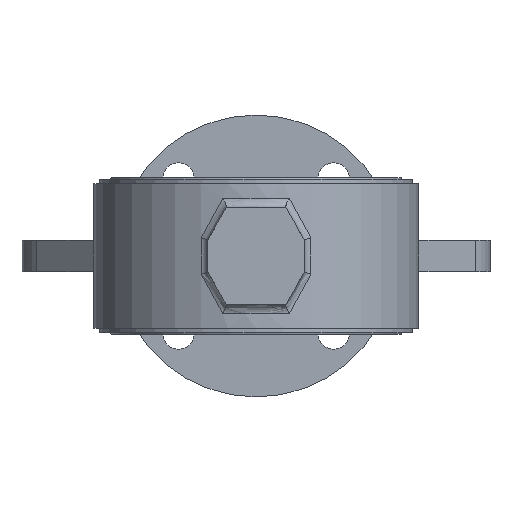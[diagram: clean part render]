
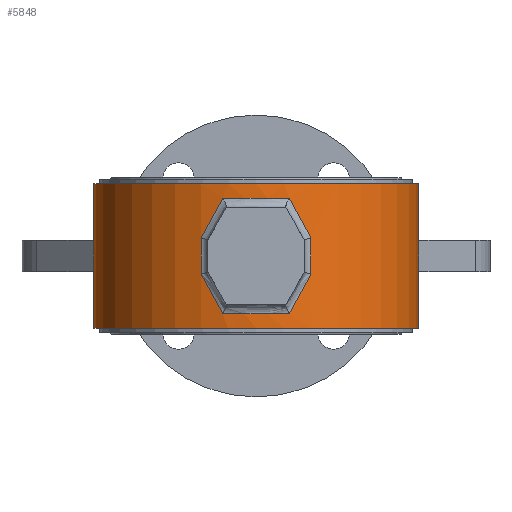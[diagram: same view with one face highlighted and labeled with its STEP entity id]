
A CAD part, front view. The second image highlights one B-rep face of the part: STEP entity #5848.
In plain terms, the highlighted cylindrical face has radius 51.9 mm (diameter 103.8 mm), a partial arc.
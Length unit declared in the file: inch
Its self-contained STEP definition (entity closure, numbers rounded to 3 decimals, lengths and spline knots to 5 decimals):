
#82 = CARTESIAN_POINT ( 'NONE',  ( 1.40076, 0.41933, 1.8523 ) ) ;
#170 = CARTESIAN_POINT ( 'NONE',  ( 1.30903, 0.43852, 2.0221 ) ) ;
#402 = CARTESIAN_POINT ( 'NONE',  ( 1.40076, 0.41933, 1.8523 ) ) ;
#490 = VECTOR ( 'NONE', #3882, 39.37008 ) ;
#510 = VECTOR ( 'NONE', #7077, 39.37008 ) ;
#552 = EDGE_CURVE ( 'NONE', #9686, #3274, #8712, .T. ) ;
#666 = CARTESIAN_POINT ( 'NONE',  ( 2.41943, 0.46396, 2.97222 ) ) ;
#705 = ORIENTED_EDGE ( 'NONE', *, *, #6814, .T. ) ;
#785 = CIRCLE ( 'NONE', #7823, 2.04331 ) ;
#1060 = AXIS2_PLACEMENT_3D ( 'NONE', #7756, #4010, #6804 ) ;
#1117 = CARTESIAN_POINT ( 'NONE',  ( 1.40076, 0.41933, 3.30899 ) ) ;
#1123 = CARTESIAN_POINT ( 'NONE',  ( 2.50766, 0.49554, 3.40741 ) ) ;
#1255 = CARTESIAN_POINT ( 'NONE',  ( 1.81913, 2.41935, 3.30899 ) ) ;
#1258 = EDGE_CURVE ( 'NONE', #5853, #12123, #4106, .T. ) ;
#1265 = CIRCLE ( 'NONE', #8728, 2.04331 ) ;
#1610 = FACE_BOUND ( 'NONE', #11432, .T. ) ;
#1629 = CARTESIAN_POINT ( 'NONE',  ( 1.1306, 0.49554, 3.40741 ) ) ;
#1656 = ORIENTED_EDGE ( 'NONE', *, *, #7193, .T. ) ;
#1784 = EDGE_CURVE ( 'NONE', #3274, #5872, #10139, .T. ) ;
#1803 = EDGE_CURVE ( 'NONE', #12199, #8638, #1265, .T. ) ;
#1857 = AXIS2_PLACEMENT_3D ( 'NONE', #7933, #9656, #11775 ) ;
#1962 = CARTESIAN_POINT ( 'NONE',  ( 1.40076, 0.41933, 3.30899 ) ) ;
#1994 = ORIENTED_EDGE ( 'NONE', *, *, #552, .T. ) ;
#2048 = CARTESIAN_POINT ( 'NONE',  ( 1.30903, 0.43852, 3.13919 ) ) ;
#2569 = DIRECTION ( 'NONE',  ( 0., 0., 1. ) ) ;
#2727 = CARTESIAN_POINT ( 'NONE',  ( -0.22418, 2.41935, 1.67387 ) ) ;
#2780 = DIRECTION ( 'NONE',  ( 0., 0., -1. ) ) ;
#2801 = EDGE_LOOP ( 'NONE', ( #4190, #10373, #7733, #11822 ) ) ;
#2805 = CARTESIAN_POINT ( 'NONE',  ( 1.81913, 2.41935, 3.40741 ) ) ;
#2902 = ORIENTED_EDGE ( 'NONE', *, *, #3718, .T. ) ;
#3003 = AXIS2_PLACEMENT_3D ( 'NONE', #2805, #6657, #7666 ) ;
#3107 = ORIENTED_EDGE ( 'NONE', *, *, #3374, .T. ) ;
#3126 = CARTESIAN_POINT ( 'NONE',  ( 1.1306, 0.49554, 2.80889 ) ) ;
#3256 =( BOUNDED_CURVE ( )  B_SPLINE_CURVE ( 3, ( #402, #170, #3980, #5179 ),
 .UNSPECIFIED., .F., .F. ) 
 B_SPLINE_CURVE_WITH_KNOTS ( ( 4, 4 ),
 ( 1.77701, 1.91449 ),
 .UNSPECIFIED. ) 
 CURVE ( )  GEOMETRIC_REPRESENTATION_ITEM ( )  RATIONAL_B_SPLINE_CURVE ( ( 1., 0.998, 0.998, 1. ) ) 
 REPRESENTATION_ITEM ( '' )  );
#3274 = VERTEX_POINT ( 'NONE', #12004 ) ;
#3374 = EDGE_CURVE ( 'NONE', #8638, #9686, #11406, .T. ) ;
#3531 = CARTESIAN_POINT ( 'NONE',  ( 2.23751, 0.41933, 3.30899 ) ) ;
#3708 = CARTESIAN_POINT ( 'NONE',  ( -0.22418, 2.41935, 3.40741 ) ) ;
#3718 = EDGE_CURVE ( 'NONE', #5872, #11131, #785, .T. ) ;
#3882 = DIRECTION ( 'NONE',  ( 0., 0., -1. ) ) ;
#3980 = CARTESIAN_POINT ( 'NONE',  ( 1.21883, 0.46396, 2.18906 ) ) ;
#4010 = DIRECTION ( 'NONE',  ( 0., 0., 1. ) ) ;
#4015 = ORIENTED_EDGE ( 'NONE', *, *, #6284, .T. ) ;
#4106 = LINE ( 'NONE', #7014, #510 ) ;
#4152 = DIRECTION ( 'NONE',  ( -1., 0., 0. ) ) ;
#4190 = ORIENTED_EDGE ( 'NONE', *, *, #1258, .F. ) ;
#4380 = VERTEX_POINT ( 'NONE', #7712 ) ;
#4626 = VECTOR ( 'NONE', #2569, 39.37008 ) ;
#4647 = VECTOR ( 'NONE', #2780, 39.37008 ) ;
#4682 = CIRCLE ( 'NONE', #1060, 2.04331 ) ;
#4849 = CARTESIAN_POINT ( 'NONE',  ( 2.32923, 0.43852, 2.0221 ) ) ;
#5048 = DIRECTION ( 'NONE',  ( 0., 0., 1. ) ) ;
#5179 = CARTESIAN_POINT ( 'NONE',  ( 1.1306, 0.49554, 2.3524 ) ) ;
#5406 = ORIENTED_EDGE ( 'NONE', *, *, #1803, .T. ) ;
#5418 = VERTEX_POINT ( 'NONE', #9394 ) ;
#5804 = VERTEX_POINT ( 'NONE', #6278 ) ;
#5848 = ADVANCED_FACE ( 'NONE', ( #6589, #1610 ), #8498, .T. ) ;
#5852 = CARTESIAN_POINT ( 'NONE',  ( 2.41943, 0.46396, 2.18906 ) ) ;
#5853 = VERTEX_POINT ( 'NONE', #11372 ) ;
#5872 = VERTEX_POINT ( 'NONE', #8921 ) ;
#6278 = CARTESIAN_POINT ( 'NONE',  ( 1.1306, 0.49554, 2.80889 ) ) ;
#6284 = EDGE_CURVE ( 'NONE', #4380, #5804, #10349, .T. ) ;
#6589 = FACE_OUTER_BOUND ( 'NONE', #2801, .T. ) ;
#6657 = DIRECTION ( 'NONE',  ( 0., 0., -1. ) ) ;
#6804 = DIRECTION ( 'NONE',  ( 1., 0., 0. ) ) ;
#6814 = EDGE_CURVE ( 'NONE', #11131, #4380, #3256, .T. ) ;
#6998 = DIRECTION ( 'NONE',  ( 1., 0., 0. ) ) ;
#7014 = CARTESIAN_POINT ( 'NONE',  ( 3.86244, 2.41935, 3.40741 ) ) ;
#7023 = EDGE_CURVE ( 'NONE', #5418, #8572, #12374, .T. ) ;
#7077 = DIRECTION ( 'NONE',  ( 0., 0., -1. ) ) ;
#7193 = EDGE_CURVE ( 'NONE', #5804, #12199, #9738, .T. ) ;
#7402 = CARTESIAN_POINT ( 'NONE',  ( 2.50766, 0.49554, 2.80889 ) ) ;
#7666 = DIRECTION ( 'NONE',  ( -1., 0., 0. ) ) ;
#7712 = CARTESIAN_POINT ( 'NONE',  ( 1.1306, 0.49554, 2.3524 ) ) ;
#7733 = ORIENTED_EDGE ( 'NONE', *, *, #7023, .T. ) ;
#7756 = CARTESIAN_POINT ( 'NONE',  ( 1.81913, 2.41935, 3.48741 ) ) ;
#7823 = AXIS2_PLACEMENT_3D ( 'NONE', #11039, #10791, #4152 ) ;
#7933 = CARTESIAN_POINT ( 'NONE',  ( 1.81913, 2.41935, 1.67387 ) ) ;
#8498 = CYLINDRICAL_SURFACE ( 'NONE', #3003, 2.04331 ) ;
#8572 = VERTEX_POINT ( 'NONE', #2727 ) ;
#8638 = VERTEX_POINT ( 'NONE', #11171 ) ;
#8712 = LINE ( 'NONE', #1123, #490 ) ;
#8728 = AXIS2_PLACEMENT_3D ( 'NONE', #1255, #5048, #6998 ) ;
#8778 = CARTESIAN_POINT ( 'NONE',  ( 2.50766, 0.49554, 2.3524 ) ) ;
#8841 = CARTESIAN_POINT ( 'NONE',  ( 2.23751, 0.41933, 1.8523 ) ) ;
#8921 = CARTESIAN_POINT ( 'NONE',  ( 2.23751, 0.41933, 1.8523 ) ) ;
#9394 = CARTESIAN_POINT ( 'NONE',  ( -0.22418, 2.41935, 3.48741 ) ) ;
#9656 = DIRECTION ( 'NONE',  ( 0., 0., -1. ) ) ;
#9686 = VERTEX_POINT ( 'NONE', #10887 ) ;
#9738 =( BOUNDED_CURVE ( )  B_SPLINE_CURVE ( 3, ( #3126, #10720, #2048, #1117 ),
 .UNSPECIFIED., .F., .F. ) 
 B_SPLINE_CURVE_WITH_KNOTS ( ( 4, 4 ),
 ( 1.2271, 1.36458 ),
 .UNSPECIFIED. ) 
 CURVE ( )  GEOMETRIC_REPRESENTATION_ITEM ( )  RATIONAL_B_SPLINE_CURVE ( ( 1., 0.998, 0.998, 1. ) ) 
 REPRESENTATION_ITEM ( '' )  );
#10139 =( BOUNDED_CURVE ( )  B_SPLINE_CURVE ( 3, ( #8778, #5852, #4849, #8841 ),
 .UNSPECIFIED., .F., .F. ) 
 B_SPLINE_CURVE_WITH_KNOTS ( ( 4, 4 ),
 ( 4.36869, 4.50618 ),
 .UNSPECIFIED. ) 
 CURVE ( )  GEOMETRIC_REPRESENTATION_ITEM ( )  RATIONAL_B_SPLINE_CURVE ( ( 1., 0.998, 0.998, 1. ) ) 
 REPRESENTATION_ITEM ( '' )  );
#10332 = CIRCLE ( 'NONE', #1857, 2.04331 ) ;
#10349 = LINE ( 'NONE', #1629, #4626 ) ;
#10373 = ORIENTED_EDGE ( 'NONE', *, *, #11194, .F. ) ;
#10627 = EDGE_CURVE ( 'NONE', #12123, #8572, #10332, .T. ) ;
#10720 = CARTESIAN_POINT ( 'NONE',  ( 1.21883, 0.46396, 2.97222 ) ) ;
#10791 = DIRECTION ( 'NONE',  ( 0., 0., -1. ) ) ;
#10887 = CARTESIAN_POINT ( 'NONE',  ( 2.50766, 0.49554, 2.80889 ) ) ;
#11039 = CARTESIAN_POINT ( 'NONE',  ( 1.81913, 2.41935, 1.8523 ) ) ;
#11131 = VERTEX_POINT ( 'NONE', #82 ) ;
#11171 = CARTESIAN_POINT ( 'NONE',  ( 2.23751, 0.41933, 3.30899 ) ) ;
#11194 = EDGE_CURVE ( 'NONE', #5418, #5853, #4682, .T. ) ;
#11215 = ORIENTED_EDGE ( 'NONE', *, *, #1784, .T. ) ;
#11255 = CARTESIAN_POINT ( 'NONE',  ( 3.86244, 2.41935, 1.67387 ) ) ;
#11372 = CARTESIAN_POINT ( 'NONE',  ( 3.86244, 2.41935, 3.48741 ) ) ;
#11406 =( BOUNDED_CURVE ( )  B_SPLINE_CURVE ( 3, ( #3531, #12318, #666, #7402 ),
 .UNSPECIFIED., .F., .T. ) 
 B_SPLINE_CURVE_WITH_KNOTS ( ( 4, 4 ),
 ( 4.9186, 5.05608 ),
 .UNSPECIFIED. ) 
 CURVE ( )  GEOMETRIC_REPRESENTATION_ITEM ( )  RATIONAL_B_SPLINE_CURVE ( ( 1., 0.998, 0.998, 1. ) ) 
 REPRESENTATION_ITEM ( '' )  );
#11432 = EDGE_LOOP ( 'NONE', ( #705, #4015, #1656, #5406, #3107, #1994, #11215, #2902 ) ) ;
#11775 = DIRECTION ( 'NONE',  ( -1., 0., 0. ) ) ;
#11822 = ORIENTED_EDGE ( 'NONE', *, *, #10627, .F. ) ;
#12004 = CARTESIAN_POINT ( 'NONE',  ( 2.50766, 0.49554, 2.3524 ) ) ;
#12123 = VERTEX_POINT ( 'NONE', #11255 ) ;
#12199 = VERTEX_POINT ( 'NONE', #1962 ) ;
#12318 = CARTESIAN_POINT ( 'NONE',  ( 2.32923, 0.43852, 3.13919 ) ) ;
#12374 = LINE ( 'NONE', #3708, #4647 ) ;
